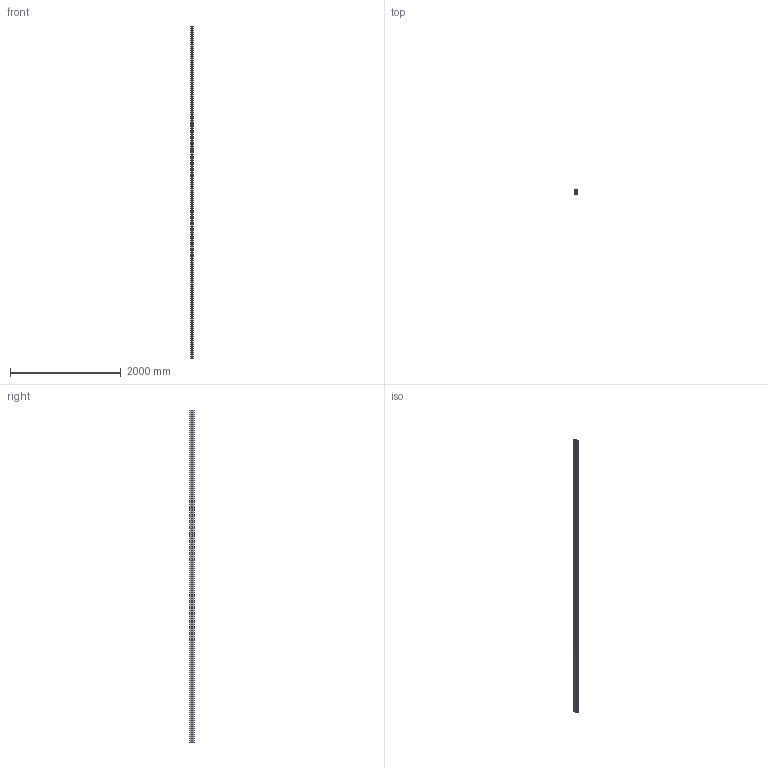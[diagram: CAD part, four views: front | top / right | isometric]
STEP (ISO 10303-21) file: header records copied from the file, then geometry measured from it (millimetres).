
FILE_DESCRIPTION (( 'STEP AP214' ), '1' );
FILE_NAME ('T031-426 2x41x41mm 6m B2B Heavy Slotted PG Channel.STEP', '2024-08-30T10:29:36', ( '' ), ( '' ), 'SwSTEP 2.0', 'SolidWorks 2024', '' );
FILE_SCHEMA (( 'AUTOMOTIVE_DESIGN' ));
Length unit declared in the file: millimetre
Products named in the file (1): T031-426 2x41x41mm 6m B2B Heavy Slotted PG Channel
Bounding box: 41 x 82 x 6000 mm (x, y, z)
Volume: 3953466.3 mm3; surface area: 2919335.4 mm2
Topology: 1 solids, 1 shells, 524 faces, 1566 edges, 1044 vertices
Faces by surface type: plane 272, cylinder 252
Entity records: 18257 total; most frequent: CARTESIAN_POINT 3135, ORIENTED_EDGE 3132, DIRECTION 3120, EDGE_CURVE 1566, LINE 1062, VECTOR 1062, VERTEX_POINT 1044, AXIS2_PLACEMENT_3D 1029
